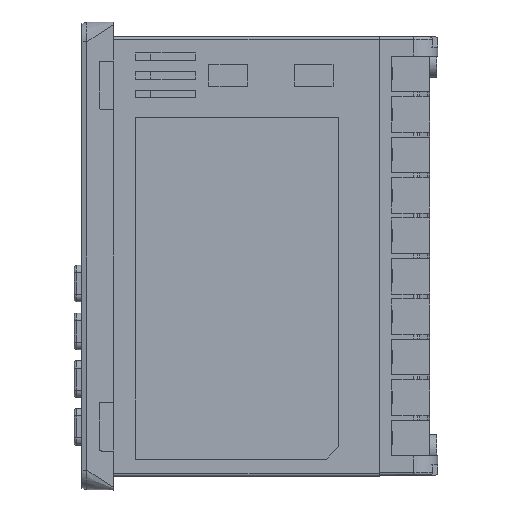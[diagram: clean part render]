
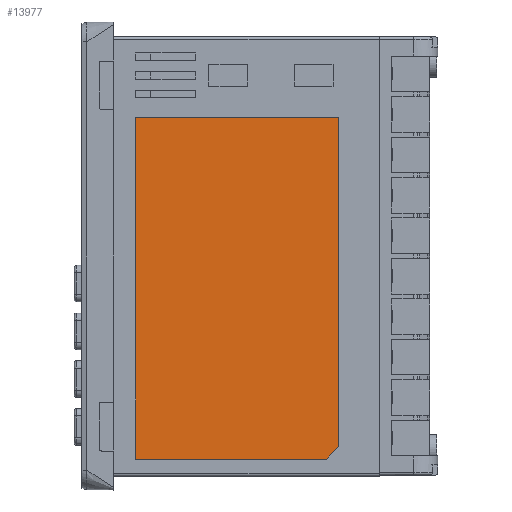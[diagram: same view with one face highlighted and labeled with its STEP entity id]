
A CAD part, left-side view. The second image highlights one B-rep face of the part: STEP entity #13977.
In plain terms, the highlighted planar face has unit normal (-1, 0, 0).
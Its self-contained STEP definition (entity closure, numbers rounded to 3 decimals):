
#4517=DIRECTION('',(0.,0.,-1.));
#4518=VECTOR('',#4517,67.5);
#4519=CARTESIAN_POINT('',(778.2,-50.45,-107.9));
#4520=LINE('',#4519,#4518);
#4533=DIRECTION('',(0.,1.,0.));
#4534=VECTOR('',#4533,39.2);
#4535=CARTESIAN_POINT('',(778.2,-47.95,-177.9));
#4536=LINE('',#4535,#4534);
#4537=DIRECTION('',(0.,0.,1.));
#4538=VECTOR('',#4537,70.);
#4539=CARTESIAN_POINT('',(778.2,-8.75,-177.9));
#4540=LINE('',#4539,#4538);
#4545=DIRECTION('',(0.,-0.707,0.707));
#4546=VECTOR('',#4545,3.536);
#4547=CARTESIAN_POINT('',(778.2,-47.95,-177.9));
#4548=LINE('',#4547,#4546);
#4549=DIRECTION('',(0.,-1.,0.));
#4550=VECTOR('',#4549,41.7);
#4551=CARTESIAN_POINT('',(778.2,-8.75,-107.9));
#4552=LINE('',#4551,#4550);
#7492=CARTESIAN_POINT('',(778.2,-8.75,-107.9));
#7493=CARTESIAN_POINT('',(778.2,-50.45,-107.9));
#7494=VERTEX_POINT('',#7492);
#7495=VERTEX_POINT('',#7493);
#7496=CARTESIAN_POINT('',(778.2,-8.75,-177.9));
#7497=VERTEX_POINT('',#7496);
#7498=CARTESIAN_POINT('',(778.2,-47.95,-177.9));
#7499=VERTEX_POINT('',#7498);
#7500=CARTESIAN_POINT('',(778.2,-50.45,-175.4));
#7501=VERTEX_POINT('',#7500);
#13964=CARTESIAN_POINT('',(778.2,-58.75,-136.25));
#13965=DIRECTION('',(-1.,0.,0.));
#13966=DIRECTION('',(0.,1.,0.));
#13967=AXIS2_PLACEMENT_3D('',#13964,#13965,#13966);
#13968=PLANE('',#13967);
#13969=ORIENTED_EDGE('',*,*,#13931,.F.);
#13970=ORIENTED_EDGE('',*,*,#13945,.T.);
#13971=ORIENTED_EDGE('',*,*,#13955,.T.);
#13973=ORIENTED_EDGE('',*,*,#13972,.T.);
#13974=ORIENTED_EDGE('',*,*,#13914,.T.);
#13975=EDGE_LOOP('',(#13969,#13970,#13971,#13973,#13974));
#13976=FACE_OUTER_BOUND('',#13975,.F.);
#13914=EDGE_CURVE('',#7495,#7501,#4520,.T.);
#13931=EDGE_CURVE('',#7499,#7501,#4548,.T.);
#13945=EDGE_CURVE('',#7499,#7497,#4536,.T.);
#13955=EDGE_CURVE('',#7497,#7494,#4540,.T.);
#13972=EDGE_CURVE('',#7494,#7495,#4552,.T.);
#13977=ADVANCED_FACE('',(#13976),#13968,.T.);
